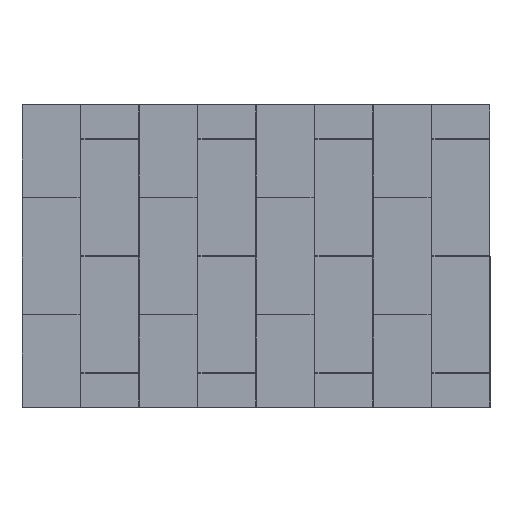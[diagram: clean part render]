
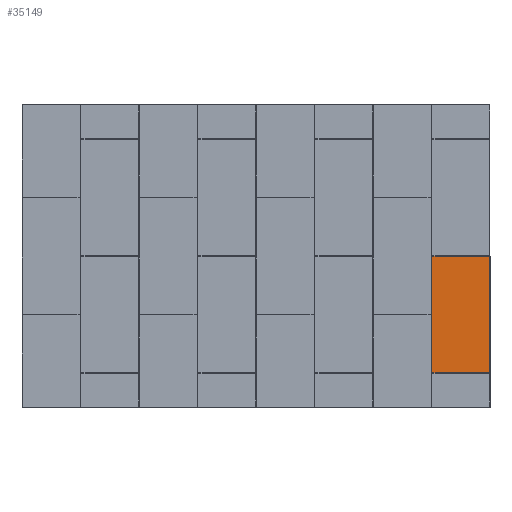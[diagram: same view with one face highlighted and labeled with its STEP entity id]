
A CAD part, top view. The second image highlights one B-rep face of the part: STEP entity #35149.
In plain terms, the highlighted planar face has unit normal (0, 0, 1).
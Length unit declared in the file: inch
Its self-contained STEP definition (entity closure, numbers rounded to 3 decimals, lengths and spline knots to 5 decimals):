
#718 = DIRECTION ( 'NONE',  ( -1., 0., 0. ) ) ;
#747 = CARTESIAN_POINT ( 'NONE',  ( 36.08478, -23.9055, 0.1875 ) ) ;
#1129 = EDGE_CURVE ( 'NONE', #7037, #8966, #7666, .T. ) ;
#1514 = CARTESIAN_POINT ( 'NONE',  ( 36.08535, -23.90887, 0.1875 ) ) ;
#2300 = VERTEX_POINT ( 'NONE', #16678 ) ;
#3165 = ORIENTED_EDGE ( 'NONE', *, *, #1129, .T. ) ;
#3957 = VECTOR ( 'NONE', #13792, 39.37008 ) ;
#4111 = CARTESIAN_POINT ( 'NONE',  ( 36.08876, -23.91336, 0.1875 ) ) ;
#4622 = VERTEX_POINT ( 'NONE', #28283 ) ;
#5173 = VERTEX_POINT ( 'NONE', #13972 ) ;
#5298 = ORIENTED_EDGE ( 'NONE', *, *, #7581, .T. ) ;
#5434 = CARTESIAN_POINT ( 'NONE',  ( 36.08813, -0.08697, 0.1875 ) ) ;
#5452 = VECTOR ( 'NONE', #718, 39.37008 ) ;
#6368 = CARTESIAN_POINT ( 'NONE',  ( 36.0945, -0.08478, 0.1875 ) ) ;
#7037 = VERTEX_POINT ( 'NONE', #14263 ) ;
#7096 = CARTESIAN_POINT ( 'NONE',  ( 36.0874, -23.91214, 0.1875 ) ) ;
#7581 = EDGE_CURVE ( 'NONE', #5173, #2300, #12992, .T. ) ;
#7666 = LINE ( 'NONE', #19716, #3957 ) ;
#8419 = CARTESIAN_POINT ( 'NONE',  ( 36.08519, -0.09153, 0.1875 ) ) ;
#8662 = LINE ( 'NONE', #18149, #34860 ) ;
#8966 = VERTEX_POINT ( 'NONE', #35093 ) ;
#9097 = CARTESIAN_POINT ( 'NONE',  ( 36.09114, -23.91465, 0.1875 ) ) ;
#9341 = CARTESIAN_POINT ( 'NONE',  ( 36.08692, -0.08819, 0.1875 ) ) ;
#9686 = CARTESIAN_POINT ( 'NONE',  ( 36.09364, -23.91522, 0.1875 ) ) ;
#11778 = CARTESIAN_POINT ( 'NONE',  ( 36.0945, -23.91522, 0.1875 ) ) ;
#11911 = LINE ( 'NONE', #20987, #34555 ) ;
#12900 = ORIENTED_EDGE ( 'NONE', *, *, #34224, .T. ) ;
#12992 = LINE ( 'NONE', #22074, #5452 ) ;
#13792 = DIRECTION ( 'NONE',  ( 0., -1., 0. ) ) ;
#13972 = CARTESIAN_POINT ( 'NONE',  ( 47.96201, -0.08478, 0.1875 ) ) ;
#14263 = CARTESIAN_POINT ( 'NONE',  ( 36.08478, -0.0945, 0.1875 ) ) ;
#16678 = CARTESIAN_POINT ( 'NONE',  ( 36.0945, -0.08478, 0.1875 ) ) ;
#18149 = CARTESIAN_POINT ( 'NONE',  ( 47.96201, 0., 0.1875 ) ) ;
#18224 = DIRECTION ( 'NONE',  ( 1., 0., 0. ) ) ;
#18967 = CARTESIAN_POINT ( 'NONE',  ( 36.08786, -23.9126, 0.1875 ) ) ;
#19155 = CARTESIAN_POINT ( 'NONE',  ( 36.08718, -23.9119, 0.1875 ) ) ;
#19545 = CARTESIAN_POINT ( 'NONE',  ( 36.0849, -23.90723, 0.1875 ) ) ;
#19716 = CARTESIAN_POINT ( 'NONE',  ( 36.08478, 0., 0.1875 ) ) ;
#20163 = FACE_OUTER_BOUND ( 'NONE', #26945, .T. ) ;
#20431 = EDGE_CURVE ( 'NONE', #7037, #2300, #20895, .T. ) ;
#20895 = B_SPLINE_CURVE_WITH_KNOTS ( 'NONE', 3,
 ( #30336, #26428, #35560, #8419, #24565, #9341, #5434, #24357, #21396, #6368 ),
 .UNSPECIFIED., .F., .F.,
 ( 4, 2, 2, 2, 4 ),
 ( 0., 0.12821, 0.33333, 0.66154, 1. ),
 .UNSPECIFIED. ) ;
#20987 = CARTESIAN_POINT ( 'NONE',  ( 0., -23.91522, 0.1875 ) ) ;
#21073 = EDGE_CURVE ( 'NONE', #21762, #8966, #22293, .T. ) ;
#21142 = CARTESIAN_POINT ( 'NONE',  ( 36.09037, -23.91433, 0.1875 ) ) ;
#21396 = CARTESIAN_POINT ( 'NONE',  ( 36.09279, -0.08478, 0.1875 ) ) ;
#21762 = VERTEX_POINT ( 'NONE', #11778 ) ;
#22074 = CARTESIAN_POINT ( 'NONE',  ( 0., -0.08478, 0.1875 ) ) ;
#22233 = ORIENTED_EDGE ( 'NONE', *, *, #27938, .F. ) ;
#22293 = B_SPLINE_CURVE_WITH_KNOTS ( 'NONE', 3,
 ( #27699, #9686, #39209, #9097, #21142, #31065, #4111, #34250, #18967, #7096, #19155, #27892, #31647, #31253, #1514, #19545, #22318, #747 ),
 .UNSPECIFIED., .F., .F.,
 ( 4, 2, 2, 2, 2, 2, 2, 2, 4 ),
 ( 0., 0.16923, 0.33333, 0.4359, 0.5, 0.5641, 0.66667, 0.83077, 1. ),
 .UNSPECIFIED. ) ;
#22318 = CARTESIAN_POINT ( 'NONE',  ( 36.08478, -23.90636, 0.1875 ) ) ;
#23323 = DIRECTION ( 'NONE',  ( 0., 0., 1. ) ) ;
#24263 = DIRECTION ( 'NONE',  ( 0., -1., 0. ) ) ;
#24357 = CARTESIAN_POINT ( 'NONE',  ( 36.09106, -0.08525, 0.1875 ) ) ;
#24565 = CARTESIAN_POINT ( 'NONE',  ( 36.08556, -0.09055, 0.1875 ) ) ;
#25467 = ORIENTED_EDGE ( 'NONE', *, *, #21073, .F. ) ;
#26428 = CARTESIAN_POINT ( 'NONE',  ( 36.08478, -0.09385, 0.1875 ) ) ;
#26945 = EDGE_LOOP ( 'NONE', ( #3165, #25467, #12900, #22233, #5298, #34950 ) ) ;
#27699 = CARTESIAN_POINT ( 'NONE',  ( 36.0945, -23.91522, 0.1875 ) ) ;
#27892 = CARTESIAN_POINT ( 'NONE',  ( 36.08664, -23.91124, 0.1875 ) ) ;
#27938 = EDGE_CURVE ( 'NONE', #5173, #4622, #8662, .T. ) ;
#28283 = CARTESIAN_POINT ( 'NONE',  ( 47.96201, -23.91522, 0.1875 ) ) ;
#28910 = CARTESIAN_POINT ( 'NONE',  ( 0., 0., 0.1875 ) ) ;
#30336 = CARTESIAN_POINT ( 'NONE',  ( 36.08478, -0.0945, 0.1875 ) ) ;
#31065 = CARTESIAN_POINT ( 'NONE',  ( 36.08919, -23.91366, 0.1875 ) ) ;
#31253 = CARTESIAN_POINT ( 'NONE',  ( 36.08567, -23.90964, 0.1875 ) ) ;
#31647 = CARTESIAN_POINT ( 'NONE',  ( 36.08635, -23.91081, 0.1875 ) ) ;
#32471 = DIRECTION ( 'NONE',  ( 1., 0., 0. ) ) ;
#34224 = EDGE_CURVE ( 'NONE', #21762, #4622, #11911, .T. ) ;
#34250 = CARTESIAN_POINT ( 'NONE',  ( 36.0881, -23.91282, 0.1875 ) ) ;
#34555 = VECTOR ( 'NONE', #18224, 39.37008 ) ;
#34860 = VECTOR ( 'NONE', #24263, 39.37008 ) ;
#34881 = PLANE ( 'NONE',  #38979 ) ;
#34950 = ORIENTED_EDGE ( 'NONE', *, *, #20431, .F. ) ;
#35093 = CARTESIAN_POINT ( 'NONE',  ( 36.08478, -23.9055, 0.1875 ) ) ;
#35149 = ADVANCED_FACE ( 'NONE', ( #20163 ), #34881, .T. ) ;
#35560 = CARTESIAN_POINT ( 'NONE',  ( 36.08485, -0.09319, 0.1875 ) ) ;
#38979 = AXIS2_PLACEMENT_3D ( 'NONE', #28910, #23323, #32471 ) ;
#39209 = CARTESIAN_POINT ( 'NONE',  ( 36.09277, -23.9151, 0.1875 ) ) ;
